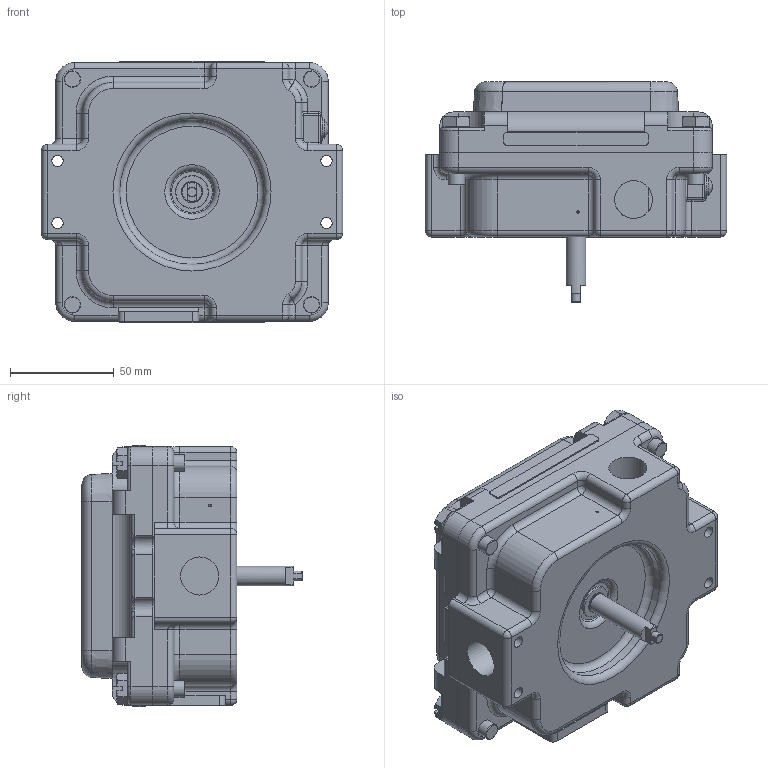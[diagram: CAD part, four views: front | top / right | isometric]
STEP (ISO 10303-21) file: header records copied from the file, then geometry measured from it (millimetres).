
FILE_DESCRIPTION(/* description */ (''),/* implementation_level */ '2;1');
FILE_NAME(/* name */ 'TXX-XXXFLXX.stp',/* time_stamp */ '2019-10-31T08:01:28-04:00',/* author */ ('GBender'),/* organization */ (''),/* preprocessor_version */ 'ST-DEVELOPER v16.13',/* originating_system */ 'Autodesk Inventor 2018',/* authorisation */ '');
FILE_SCHEMA (('AUTOMOTIVE_DESIGN { 1 0 10303 214 3 1 1 }'));
Length unit declared in the file: millimetre
Products named in the file (3): TXX-XXXFLXX; TXX S BASE; Assembly2_Shrinkwrap_1
Assembly tree (2 placements, depth 2):
  TXX-XXXFLXX
    TXX S BASE
    Assembly2_Shrinkwrap_1
Bounding box: 145.6 x 106.31 x 126.27 mm (x, y, z)
Volume: 947924.1 mm3; surface area: 116695.9 mm2
Topology: 2 solids, 2 shells, 494 faces, 1222 edges, 747 vertices
Faces by surface type: plane 192, cylinder 176, torus 62, cone 39, sphere 16, bspline 9
Full cylindrical faces by diameter (mm): 1.3 x2, 3.242 x2, 5.5 x4, 7.112 x4, 7.998 x4, 8.89 x1, 9 x8, 9.5 x1, 11.125 x1, 11.631 x4, 16 x1, 18.364 x4, 26.34 x1, 70.002 x1
Entity records: 15185 total; most frequent: CARTESIAN_POINT 3122, DIRECTION 2502, ORIENTED_EDGE 2272, EDGE_CURVE 1134, AXIS2_PLACEMENT_3D 962, VERTEX_POINT 735, EDGE_LOOP 597, LINE 578
